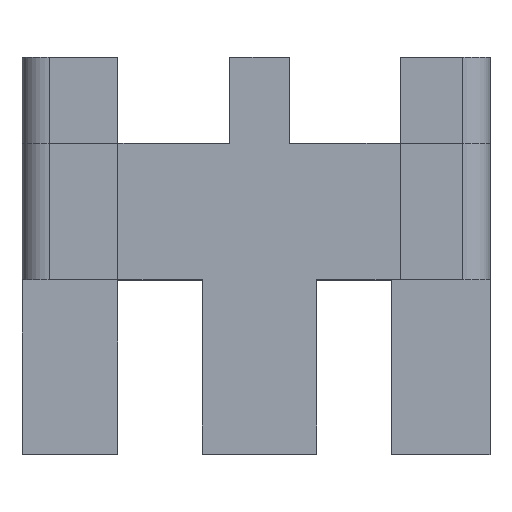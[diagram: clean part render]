
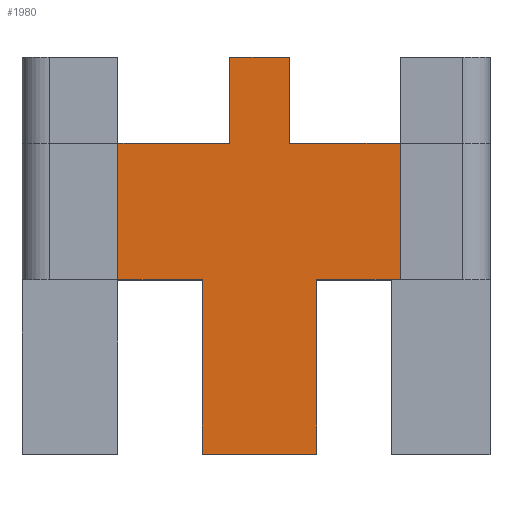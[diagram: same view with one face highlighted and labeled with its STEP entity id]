
A CAD part, top view. The second image highlights one B-rep face of the part: STEP entity #1980.
In plain terms, the highlighted planar face has unit normal (0, 0, 1).
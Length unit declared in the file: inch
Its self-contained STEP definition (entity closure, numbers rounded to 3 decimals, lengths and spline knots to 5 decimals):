
#90 = CARTESIAN_POINT ( 'NONE',  ( 0.52878, -0.65775, 0.71025 ) ) ;
#227 = EDGE_CURVE ( 'NONE', #949, #3247, #1977, .T. ) ;
#229 = CARTESIAN_POINT ( 'NONE',  ( -0.09675, -0.15775, 0.71025 ) ) ;
#235 = CARTESIAN_POINT ( 'NONE',  ( 0.12325, -0.15775, 0.71025 ) ) ;
#253 = ORIENTED_EDGE ( 'NONE', *, *, #2286, .T. ) ;
#256 = VERTEX_POINT ( 'NONE', #90 ) ;
#396 = EDGE_CURVE ( 'NONE', #2450, #3754, #2053, .T. ) ;
#414 = CARTESIAN_POINT ( 'NONE',  ( -0.09675, 0.15775, 0.71025 ) ) ;
#486 = CARTESIAN_POINT ( 'NONE',  ( 0., -0.65775, 0.71025 ) ) ;
#502 = LINE ( 'NONE', #862, #3157 ) ;
#509 = VERTEX_POINT ( 'NONE', #969 ) ;
#523 = FACE_OUTER_BOUND ( 'NONE', #1645, .T. ) ;
#613 = VECTOR ( 'NONE', #1147, 39.37008 ) ;
#681 = AXIS2_PLACEMENT_3D ( 'NONE', #229, #1439, #2650 ) ;
#683 = VERTEX_POINT ( 'NONE', #2587 ) ;
#719 = LINE ( 'NONE', #1931, #1653 ) ;
#738 = VECTOR ( 'NONE', #2469, 39.37008 ) ;
#829 = ORIENTED_EDGE ( 'NONE', *, *, #2941, .T. ) ;
#862 = CARTESIAN_POINT ( 'NONE',  ( 0., -1.29775, 0.71025 ) ) ;
#913 = CARTESIAN_POINT ( 'NONE',  ( 0., -0.65775, 0.71025 ) ) ;
#949 = VERTEX_POINT ( 'NONE', #235 ) ;
#954 = CARTESIAN_POINT ( 'NONE',  ( 0.22225, 0., 0.71025 ) ) ;
#969 = CARTESIAN_POINT ( 'NONE',  ( 0.22225, -0.65775, 0.71025 ) ) ;
#973 = ORIENTED_EDGE ( 'NONE', *, *, #1904, .F. ) ;
#1064 = VECTOR ( 'NONE', #3118, 39.37008 ) ;
#1147 = DIRECTION ( 'NONE',  ( -1., 0., 0. ) ) ;
#1148 = VERTEX_POINT ( 'NONE', #1599 ) ;
#1220 = ORIENTED_EDGE ( 'NONE', *, *, #227, .F. ) ;
#1237 = ORIENTED_EDGE ( 'NONE', *, *, #1867, .F. ) ;
#1287 = LINE ( 'NONE', #954, #2135 ) ;
#1355 = CARTESIAN_POINT ( 'NONE',  ( -0.09675, -0.15775, 0.71025 ) ) ;
#1439 = DIRECTION ( 'NONE',  ( 0., 0., 1. ) ) ;
#1500 = VECTOR ( 'NONE', #1944, 39.37008 ) ;
#1556 = VECTOR ( 'NONE', #3759, 39.37008 ) ;
#1563 = LINE ( 'NONE', #3389, #1064 ) ;
#1565 = CARTESIAN_POINT ( 'NONE',  ( -0.09675, -0.15775, 0.71025 ) ) ;
#1599 = CARTESIAN_POINT ( 'NONE',  ( 0.12325, 0.15775, 0.71025 ) ) ;
#1645 = EDGE_LOOP ( 'NONE', ( #1237, #3852, #1220, #829, #973, #3722, #2228, #3299, #2535, #2634, #253, #3479 ) ) ;
#1653 = VECTOR ( 'NONE', #3143, 39.37008 ) ;
#1717 = EDGE_CURVE ( 'NONE', #3775, #3833, #3029, .T. ) ;
#1720 = LINE ( 'NONE', #2036, #2010 ) ;
#1832 = EDGE_CURVE ( 'NONE', #2560, #2450, #3210, .T. ) ;
#1847 = LINE ( 'NONE', #3874, #1959 ) ;
#1867 = EDGE_CURVE ( 'NONE', #256, #509, #2969, .T. ) ;
#1904 = EDGE_CURVE ( 'NONE', #3833, #1148, #1720, .T. ) ;
#1931 = CARTESIAN_POINT ( 'NONE',  ( -0.19775, 0., 0.71025 ) ) ;
#1944 = DIRECTION ( 'NONE',  ( -1., 0., 0. ) ) ;
#1959 = VECTOR ( 'NONE', #3274, 39.37008 ) ;
#1962 = DIRECTION ( 'NONE',  ( 1., 0., 0. ) ) ;
#1977 = LINE ( 'NONE', #2215, #2954 ) ;
#1980 = ADVANCED_FACE ( 'NONE', ( #523 ), #2947, .T. ) ;
#1996 = VECTOR ( 'NONE', #3863, 39.37008 ) ;
#2010 = VECTOR ( 'NONE', #2710, 39.37008 ) ;
#2036 = CARTESIAN_POINT ( 'NONE',  ( -0.09675, 0.15775, 0.71025 ) ) ;
#2053 = LINE ( 'NONE', #3543, #1996 ) ;
#2113 = EDGE_CURVE ( 'NONE', #509, #3505, #1287, .T. ) ;
#2135 = VECTOR ( 'NONE', #3701, 39.37008 ) ;
#2215 = CARTESIAN_POINT ( 'NONE',  ( 0., -0.15775, 0.71025 ) ) ;
#2228 = ORIENTED_EDGE ( 'NONE', *, *, #3829, .F. ) ;
#2250 = CARTESIAN_POINT ( 'NONE',  ( 0.52878, -0.15775, 0.71025 ) ) ;
#2286 = EDGE_CURVE ( 'NONE', #683, #3505, #502, .T. ) ;
#2450 = VERTEX_POINT ( 'NONE', #3250 ) ;
#2469 = DIRECTION ( 'NONE',  ( 0., 1., 0. ) ) ;
#2535 = ORIENTED_EDGE ( 'NONE', *, *, #1832, .F. ) ;
#2560 = VERTEX_POINT ( 'NONE', #3020 ) ;
#2561 = CARTESIAN_POINT ( 'NONE',  ( 0.22225, -1.29775, 0.71025 ) ) ;
#2587 = CARTESIAN_POINT ( 'NONE',  ( -0.19775, -1.29775, 0.71025 ) ) ;
#2634 = ORIENTED_EDGE ( 'NONE', *, *, #3508, .T. ) ;
#2650 = DIRECTION ( 'NONE',  ( 1., 0., 0. ) ) ;
#2710 = DIRECTION ( 'NONE',  ( 1., 0., 0. ) ) ;
#2795 = CARTESIAN_POINT ( 'NONE',  ( 0.52878, -1.29775, 0.71025 ) ) ;
#2855 = CARTESIAN_POINT ( 'NONE',  ( -0.50628, -0.15775, 0.71025 ) ) ;
#2941 = EDGE_CURVE ( 'NONE', #949, #1148, #1847, .T. ) ;
#2947 = PLANE ( 'NONE',  #681 ) ;
#2954 = VECTOR ( 'NONE', #1962, 39.37008 ) ;
#2963 = DIRECTION ( 'NONE',  ( 1., 0., 0. ) ) ;
#2969 = LINE ( 'NONE', #913, #613 ) ;
#3020 = CARTESIAN_POINT ( 'NONE',  ( -0.19775, -0.65775, 0.71025 ) ) ;
#3029 = LINE ( 'NONE', #1565, #738 ) ;
#3118 = DIRECTION ( 'NONE',  ( 1., 0., 0. ) ) ;
#3143 = DIRECTION ( 'NONE',  ( 0., -1., 0. ) ) ;
#3157 = VECTOR ( 'NONE', #2963, 39.37008 ) ;
#3210 = LINE ( 'NONE', #486, #1500 ) ;
#3247 = VERTEX_POINT ( 'NONE', #2250 ) ;
#3250 = CARTESIAN_POINT ( 'NONE',  ( -0.50628, -0.65775, 0.71025 ) ) ;
#3274 = DIRECTION ( 'NONE',  ( 0., 1., 0. ) ) ;
#3299 = ORIENTED_EDGE ( 'NONE', *, *, #396, .F. ) ;
#3389 = CARTESIAN_POINT ( 'NONE',  ( 0., -0.15775, 0.71025 ) ) ;
#3438 = LINE ( 'NONE', #2795, #1556 ) ;
#3479 = ORIENTED_EDGE ( 'NONE', *, *, #2113, .F. ) ;
#3505 = VERTEX_POINT ( 'NONE', #2561 ) ;
#3508 = EDGE_CURVE ( 'NONE', #2560, #683, #719, .T. ) ;
#3543 = CARTESIAN_POINT ( 'NONE',  ( -0.50628, -1.29775, 0.71025 ) ) ;
#3701 = DIRECTION ( 'NONE',  ( 0., -1., 0. ) ) ;
#3722 = ORIENTED_EDGE ( 'NONE', *, *, #1717, .F. ) ;
#3754 = VERTEX_POINT ( 'NONE', #2855 ) ;
#3755 = EDGE_CURVE ( 'NONE', #256, #3247, #3438, .T. ) ;
#3759 = DIRECTION ( 'NONE',  ( 0., 1., 0. ) ) ;
#3775 = VERTEX_POINT ( 'NONE', #1355 ) ;
#3829 = EDGE_CURVE ( 'NONE', #3754, #3775, #1563, .T. ) ;
#3833 = VERTEX_POINT ( 'NONE', #414 ) ;
#3852 = ORIENTED_EDGE ( 'NONE', *, *, #3755, .T. ) ;
#3863 = DIRECTION ( 'NONE',  ( 0., 1., 0. ) ) ;
#3874 = CARTESIAN_POINT ( 'NONE',  ( 0.12325, -0.15775, 0.71025 ) ) ;
